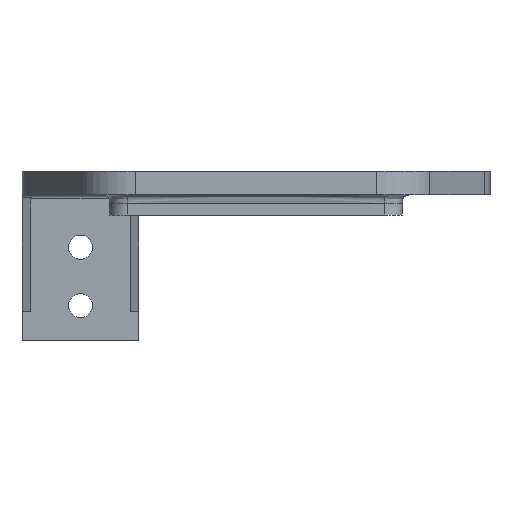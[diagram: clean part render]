
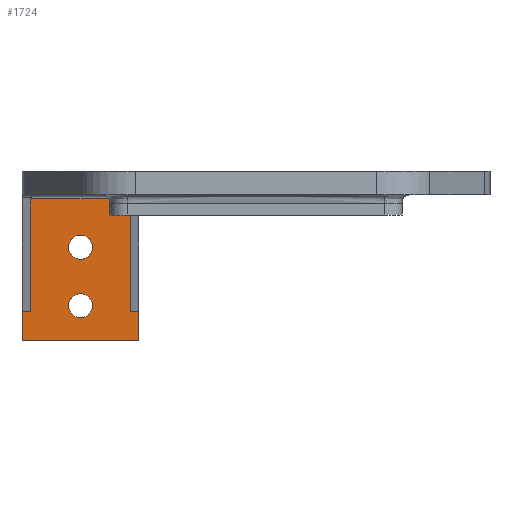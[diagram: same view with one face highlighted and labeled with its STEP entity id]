
A CAD part, front view. The second image highlights one B-rep face of the part: STEP entity #1724.
In plain terms, the highlighted planar face has unit normal (0, -1, 0).
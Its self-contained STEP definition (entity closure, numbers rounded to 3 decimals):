
#80=FACE_BOUND('',#271,.T.);
#81=FACE_BOUND('',#272,.T.);
#101=PLANE('',#1888);
#156=FACE_OUTER_BOUND('',#270,.T.);
#270=EDGE_LOOP('',(#1347,#1348,#1349,#1350,#1351,#1352,#1353,#1354));
#271=EDGE_LOOP('',(#1355));
#272=EDGE_LOOP('',(#1356));
#362=LINE('',#2461,#520);
#436=LINE('',#2761,#594);
#439=LINE('',#2770,#597);
#441=LINE('',#2773,#599);
#442=LINE('',#2776,#600);
#443=LINE('',#2777,#601);
#444=LINE('',#2779,#602);
#445=LINE('',#2780,#603);
#520=VECTOR('',#1985,10.);
#594=VECTOR('',#2195,10.);
#597=VECTOR('',#2204,10.);
#599=VECTOR('',#2208,10.);
#600=VECTOR('',#2211,10.);
#601=VECTOR('',#2212,10.);
#602=VECTOR('',#2213,10.);
#603=VECTOR('',#2214,10.);
#720=CIRCLE('',#1869,2.05);
#722=CIRCLE('',#1872,2.05);
#745=VERTEX_POINT('',#2458);
#746=VERTEX_POINT('',#2460);
#859=VERTEX_POINT('',#2731);
#861=VERTEX_POINT('',#2737);
#866=VERTEX_POINT('',#2753);
#868=VERTEX_POINT('',#2759);
#870=VERTEX_POINT('',#2767);
#871=VERTEX_POINT('',#2769);
#872=VERTEX_POINT('',#2775);
#873=VERTEX_POINT('',#2778);
#912=EDGE_CURVE('',#746,#745,#362,.T.);
#1034=EDGE_CURVE('',#859,#859,#720,.T.);
#1037=EDGE_CURVE('',#861,#861,#722,.T.);
#1049=EDGE_CURVE('',#868,#866,#436,.T.);
#1053=EDGE_CURVE('',#871,#870,#439,.T.);
#1055=EDGE_CURVE('',#870,#866,#441,.T.);
#1056=EDGE_CURVE('',#868,#872,#442,.T.);
#1057=EDGE_CURVE('',#872,#746,#443,.T.);
#1058=EDGE_CURVE('',#873,#745,#444,.T.);
#1059=EDGE_CURVE('',#871,#873,#445,.T.);
#1347=ORIENTED_EDGE('',*,*,#1049,.F.);
#1348=ORIENTED_EDGE('',*,*,#1056,.T.);
#1349=ORIENTED_EDGE('',*,*,#1057,.T.);
#1350=ORIENTED_EDGE('',*,*,#912,.T.);
#1351=ORIENTED_EDGE('',*,*,#1058,.F.);
#1352=ORIENTED_EDGE('',*,*,#1059,.F.);
#1353=ORIENTED_EDGE('',*,*,#1053,.T.);
#1354=ORIENTED_EDGE('',*,*,#1055,.T.);
#1355=ORIENTED_EDGE('',*,*,#1034,.T.);
#1356=ORIENTED_EDGE('',*,*,#1037,.T.);
#1724=ADVANCED_FACE('',(#156,#80,#81),#101,.T.);
#1869=AXIS2_PLACEMENT_3D('',#2732,#2160,#2161);
#1872=AXIS2_PLACEMENT_3D('',#2738,#2167,#2168);
#1888=AXIS2_PLACEMENT_3D('',#2774,#2209,#2210);
#1985=DIRECTION('',(0.,0.,-1.));
#2160=DIRECTION('center_axis',(0.,1.,0.));
#2161=DIRECTION('ref_axis',(-1.,0.,0.));
#2167=DIRECTION('center_axis',(0.,1.,0.));
#2168=DIRECTION('ref_axis',(-1.,0.,0.));
#2195=DIRECTION('',(1.,0.,0.));
#2204=DIRECTION('',(-1.,0.,0.));
#2208=DIRECTION('',(0.,0.,1.));
#2209=DIRECTION('center_axis',(0.,-1.,0.));
#2210=DIRECTION('ref_axis',(-1.,0.,0.));
#2211=DIRECTION('',(0.,0.,-1.));
#2212=DIRECTION('',(-1.,0.,0.));
#2213=DIRECTION('',(-1.,0.,0.));
#2214=DIRECTION('',(0.,0.,-1.));
#2458=CARTESIAN_POINT('',(0.,146.,-25.));
#2460=CARTESIAN_POINT('',(0.,146.,-20.));
#2461=CARTESIAN_POINT('',(0.,146.,0.));
#2731=CARTESIAN_POINT('',(12.05,146.,-9.));
#2732=CARTESIAN_POINT('Origin',(10.,146.,-9.));
#2737=CARTESIAN_POINT('',(12.05,146.,-19.));
#2738=CARTESIAN_POINT('Origin',(10.,146.,-19.));
#2753=CARTESIAN_POINT('',(18.5,146.,-0.75));
#2759=CARTESIAN_POINT('',(1.5,146.,-0.75));
#2761=CARTESIAN_POINT('',(30.,146.,-0.75));
#2767=CARTESIAN_POINT('',(18.5,146.,-20.));
#2769=CARTESIAN_POINT('',(20.,146.,-20.));
#2770=CARTESIAN_POINT('',(20.,146.,-20.));
#2773=CARTESIAN_POINT('',(18.5,146.,-5.));
#2774=CARTESIAN_POINT('Origin',(20.,146.,0.));
#2775=CARTESIAN_POINT('',(1.5,146.,-20.));
#2776=CARTESIAN_POINT('',(1.5,146.,-5.));
#2777=CARTESIAN_POINT('',(10.,146.,-20.));
#2778=CARTESIAN_POINT('',(20.,146.,-25.));
#2779=CARTESIAN_POINT('',(20.,146.,-25.));
#2780=CARTESIAN_POINT('',(20.,146.,0.));
